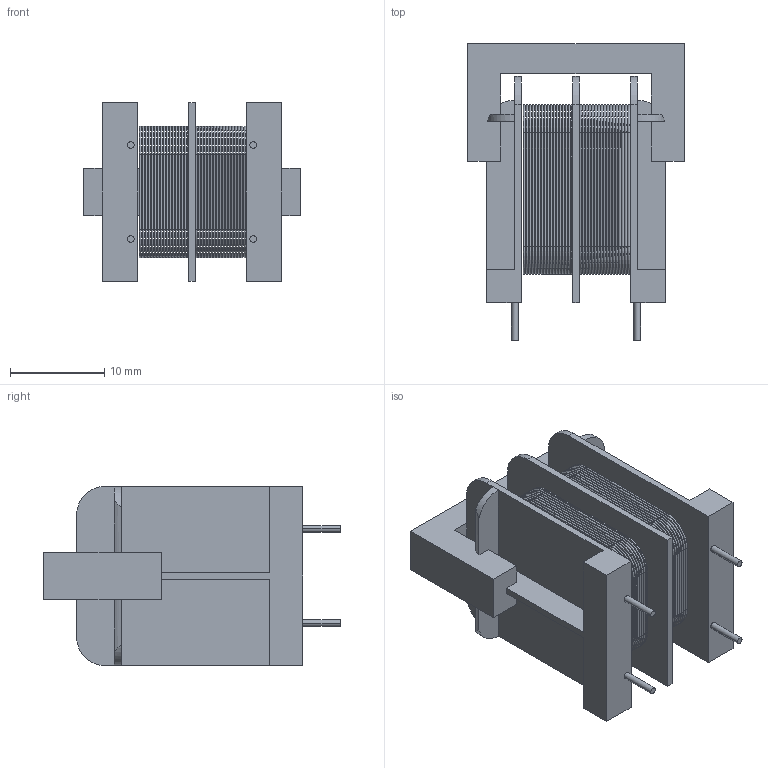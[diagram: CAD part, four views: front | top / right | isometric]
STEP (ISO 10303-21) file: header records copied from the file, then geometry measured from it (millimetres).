
FILE_DESCRIPTION((''),'2;1');
FILE_NAME('7500','2012-08-08T',('ryans'),('Bourns, Inc.'),'PRO/ENGINEER BY PARAMETRIC TECHNOLOGY CORPORATION, 2010100','PRO/ENGINEER BY PARAMETRIC TECHNOLOGY CORPORATION, 2010100','');
FILE_SCHEMA(('CONFIG_CONTROL_DESIGN'));
Length unit declared in the file: millimetre
Products named in the file (1): 7500
Bounding box: 23 x 31.5 x 19 mm (x, y, z)
Volume: 3810.3 mm3; surface area: 20577.7 mm2
Topology: 35 solids, 35 shells, 425 faces, 1042 edges, 692 vertices
Faces by surface type: cylinder 160, plane 133, torus 132
Entity records: 12794 total; most frequent: DIRECTION 2468, CARTESIAN_POINT 2179, ORIENTED_EDGE 2084, EDGE_CURVE 1042, AXIS2_PLACEMENT_3D 1005, VERTEX_POINT 692, CIRCLE 580, VECTOR 458
